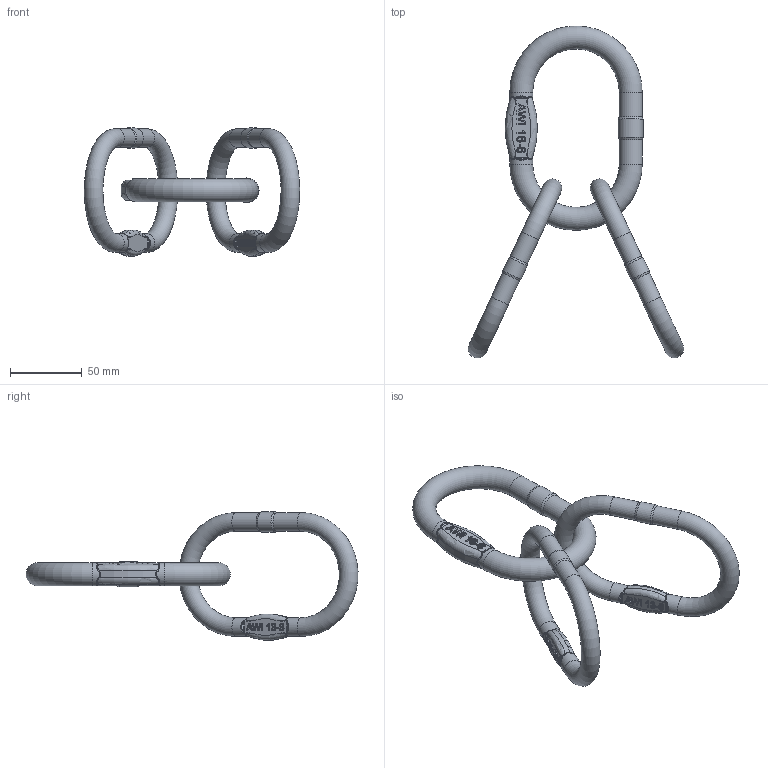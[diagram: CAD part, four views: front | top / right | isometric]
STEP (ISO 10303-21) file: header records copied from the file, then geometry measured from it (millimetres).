
FILE_DESCRIPTION(/* description */ (''),/* implementation_level */ '2;1');
FILE_NAME(/* name */ 'VAWI 6-6 Kundenmodell.stp',/* time_stamp */ '2015-10-19T16:12:36+02:00',/* author */ (''),/* organization */ (''),/* preprocessor_version */ 'ST-DEVELOPER v15',/* originating_system */ 'SIEMENS PLM Software NX 9.0',/* authorisation */ '');
FILE_SCHEMA (('AUTOMOTIVE_DESIGN { 1 0 10303 214 3 1 1 1 }'));
Length unit declared in the file: millimetre
Products named in the file (1): zer189C0F9Fgehd
Bounding box: 149.69 x 230.66 x 88.98 mm (x, y, z)
Volume: 160180.2 mm3; surface area: 45372 mm2
Topology: 3 solids, 3 shells, 387 faces, 961 edges, 578 vertices
Faces by surface type: plane 146, bspline 96, extrusion 64, cylinder 57, torus 18, cone 6
Full cylindrical faces by diameter (mm): 13 x8, 13.975 x2, 16 x4, 17.2 x1
Entity records: 15590 total; most frequent: CARTESIAN_POINT 7754, ORIENTED_EDGE 1800, DIRECTION 1192, EDGE_CURVE 900, VERTEX_POINT 568, B_SPLINE_CURVE_WITH_KNOTS 460, EDGE_LOOP 442, VECTOR 400
